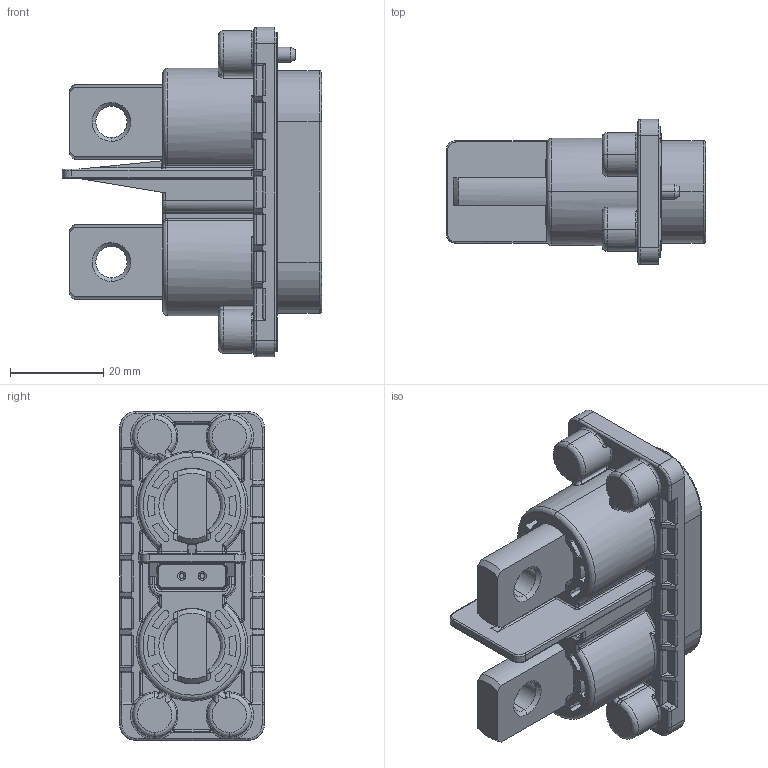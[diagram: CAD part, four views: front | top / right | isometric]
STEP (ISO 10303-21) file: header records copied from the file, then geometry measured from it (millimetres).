
FILE_DESCRIPTION (( 'STEP AP214' ), '1' );
FILE_NAME ('20210130-YG1033A²å×ùSLDPRT.STEP', '2021-03-12T08:46:40', ( 'AutoBVT' ), ( 'Microsoft' ), 'SwSTEP 2.0', 'SolidWorks 2018', '' );
FILE_SCHEMA (( 'AUTOMOTIVE_DESIGN' ));
Length unit declared in the file: millimetre
Products named in the file (1): 20210130-YG1033A脣釱SLDPRT
Bounding box: 55.5 x 31 x 70.5 mm (x, y, z)
Volume: 32292.9 mm3; surface area: 23676 mm2
Topology: 2 solids, 2 shells, 1712 faces, 4553 edges, 2829 vertices
Faces by surface type: cylinder 622, plane 613, bspline 367, cone 108, sphere 1, torus 1
Entity records: 79023 total; most frequent: CARTESIAN_POINT 31385, ORIENTED_EDGE 9018, DIRECTION 7150, EDGE_CURVE 4509, VERTEX_POINT 2829, AXIS2_PLACEMENT_3D 2508, LINE 2134, VECTOR 2134
